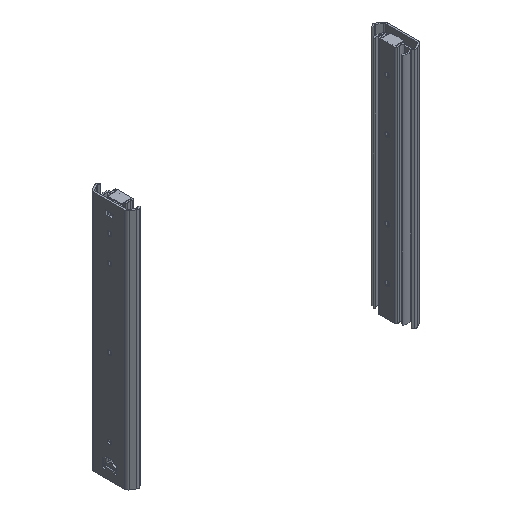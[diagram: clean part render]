
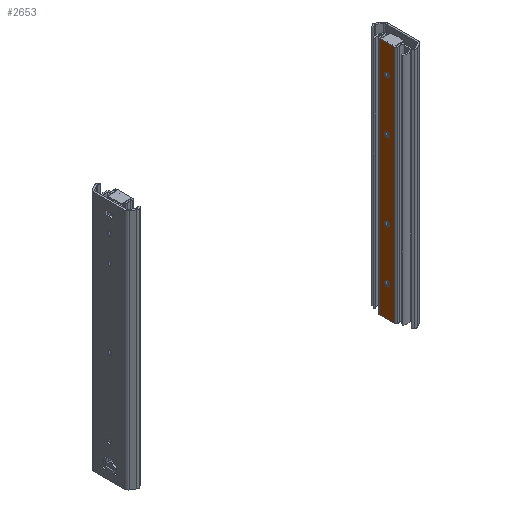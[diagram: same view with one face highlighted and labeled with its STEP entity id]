
A CAD part, isometric view. The second image highlights one B-rep face of the part: STEP entity #2653.
In plain terms, the highlighted face is planar.
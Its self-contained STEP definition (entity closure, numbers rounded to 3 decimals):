
#130=FACE_BOUND('',#465,.T.);
#131=FACE_BOUND('',#466,.T.);
#132=FACE_BOUND('',#467,.T.);
#133=FACE_BOUND('',#468,.T.);
#196=PLANE('',#3005);
#316=FACE_OUTER_BOUND('',#464,.T.);
#464=EDGE_LOOP('',(#2326,#2327,#2328,#2329));
#465=EDGE_LOOP('',(#2330));
#466=EDGE_LOOP('',(#2331));
#467=EDGE_LOOP('',(#2332));
#468=EDGE_LOOP('',(#2333));
#701=LINE('',#4552,#937);
#703=LINE('',#4578,#939);
#704=LINE('',#4580,#940);
#705=LINE('',#4581,#941);
#937=VECTOR('',#3700,10.);
#939=VECTOR('',#3712,10.);
#940=VECTOR('',#3713,10.);
#941=VECTOR('',#3714,10.);
#1040=CIRCLE('',#2969,2.9);
#1045=CIRCLE('',#2977,2.9);
#1047=CIRCLE('',#2981,2.9);
#1049=CIRCLE('',#2985,2.9);
#1260=VERTEX_POINT('',#4448);
#1273=VERTEX_POINT('',#4479);
#1275=VERTEX_POINT('',#4487);
#1277=VERTEX_POINT('',#4495);
#1291=VERTEX_POINT('',#4549);
#1292=VERTEX_POINT('',#4551);
#1298=VERTEX_POINT('',#4577);
#1299=VERTEX_POINT('',#4579);
#1595=EDGE_CURVE('',#1260,#1260,#1040,.T.);
#1610=EDGE_CURVE('',#1273,#1273,#1045,.T.);
#1614=EDGE_CURVE('',#1275,#1275,#1047,.T.);
#1618=EDGE_CURVE('',#1277,#1277,#1049,.T.);
#1640=EDGE_CURVE('',#1291,#1292,#701,.T.);
#1647=EDGE_CURVE('',#1291,#1298,#703,.T.);
#1648=EDGE_CURVE('',#1299,#1298,#704,.T.);
#1649=EDGE_CURVE('',#1299,#1292,#705,.T.);
#2326=ORIENTED_EDGE('',*,*,#1640,.F.);
#2327=ORIENTED_EDGE('',*,*,#1647,.T.);
#2328=ORIENTED_EDGE('',*,*,#1648,.F.);
#2329=ORIENTED_EDGE('',*,*,#1649,.T.);
#2330=ORIENTED_EDGE('',*,*,#1595,.T.);
#2331=ORIENTED_EDGE('',*,*,#1618,.T.);
#2332=ORIENTED_EDGE('',*,*,#1610,.T.);
#2333=ORIENTED_EDGE('',*,*,#1614,.T.);
#2653=ADVANCED_FACE('',(#316,#130,#131,#132,#133),#196,.T.);
#2969=AXIS2_PLACEMENT_3D('',#4449,#3610,#3611);
#2977=AXIS2_PLACEMENT_3D('',#4480,#3636,#3637);
#2981=AXIS2_PLACEMENT_3D('',#4488,#3646,#3647);
#2985=AXIS2_PLACEMENT_3D('',#4496,#3656,#3657);
#3005=AXIS2_PLACEMENT_3D('',#4576,#3710,#3711);
#3610=DIRECTION('center_axis',(-1.,0.,0.));
#3611=DIRECTION('ref_axis',(0.,0.,-1.));
#3636=DIRECTION('center_axis',(-1.,0.,0.));
#3637=DIRECTION('ref_axis',(0.,0.,1.));
#3646=DIRECTION('center_axis',(-1.,0.,0.));
#3647=DIRECTION('ref_axis',(0.,0.,1.));
#3656=DIRECTION('center_axis',(-1.,0.,0.));
#3657=DIRECTION('ref_axis',(0.,0.,1.));
#3700=DIRECTION('',(0.,1.,0.));
#3710=DIRECTION('center_axis',(1.,0.,0.));
#3711=DIRECTION('ref_axis',(0.,-1.,0.));
#3712=DIRECTION('',(0.,0.,-1.));
#3713=DIRECTION('',(0.,-1.,0.));
#3714=DIRECTION('',(0.,0.,1.));
#4448=CARTESIAN_POINT('',(8.,0.,-256.1));
#4449=CARTESIAN_POINT('Origin',(8.,0.,-259.));
#4479=CARTESIAN_POINT('',(8.,0.,-37.9));
#4480=CARTESIAN_POINT('Origin',(8.,0.,-35.));
#4487=CARTESIAN_POINT('',(8.,0.,-101.9));
#4488=CARTESIAN_POINT('Origin',(8.,0.,-99.));
#4495=CARTESIAN_POINT('',(8.,0.,-197.9));
#4496=CARTESIAN_POINT('Origin',(8.,0.,-195.));
#4549=CARTESIAN_POINT('',(8.,-9.7,0.));
#4551=CARTESIAN_POINT('',(8.,9.7,0.));
#4552=CARTESIAN_POINT('',(8.,-11.283,0.));
#4576=CARTESIAN_POINT('Origin',(8.,11.283,0.));
#4577=CARTESIAN_POINT('',(8.,-9.7,-297.));
#4578=CARTESIAN_POINT('',(8.,-9.7,0.));
#4579=CARTESIAN_POINT('',(8.,9.7,-297.));
#4580=CARTESIAN_POINT('',(8.,-11.283,-297.));
#4581=CARTESIAN_POINT('',(8.,9.7,0.));
